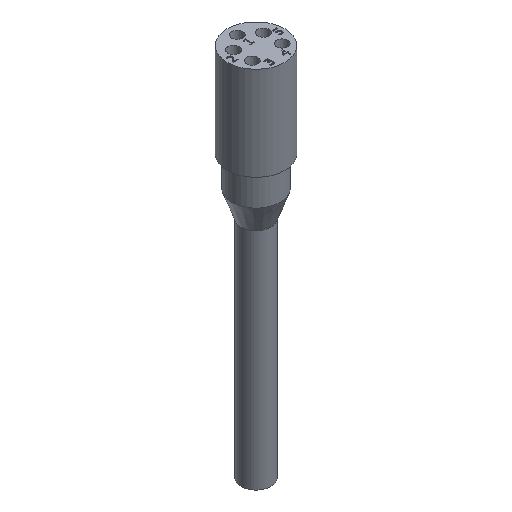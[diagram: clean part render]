
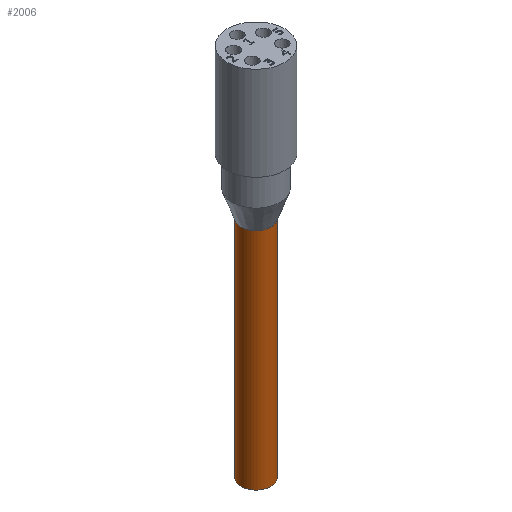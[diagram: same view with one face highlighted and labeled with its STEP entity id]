
A CAD part, isometric view. The second image highlights one B-rep face of the part: STEP entity #2006.
In plain terms, the highlighted cylindrical face has radius 4 mm (diameter 8 mm), a full revolution.
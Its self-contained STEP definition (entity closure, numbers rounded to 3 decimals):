
#18=CYLINDRICAL_SURFACE($,#2088,4.);
#32=CIRCLE($,#2089,4.);
#33=CIRCLE($,#2090,4.);
#273=FACE_OUTER_BOUND($,#423,.T.);
#296=FACE_BOUND($,#424,.T.);
#423=EDGE_LOOP($,(#1822));
#424=EDGE_LOOP($,(#1823));
#982=VERTEX_POINT($,#3727);
#983=VERTEX_POINT($,#3729);
#1265=EDGE_CURVE($,#982,#982,#32,.T.);
#1266=EDGE_CURVE($,#983,#983,#33,.T.);
#1822=ORIENTED_EDGE($,*,*,#1265,.T.);
#1823=ORIENTED_EDGE($,*,*,#1266,.F.);
#2006=ADVANCED_FACE($,(#273,#296),#18,.T.);
#2088=AXIS2_PLACEMENT_3D($,#3726,#2425,#2426);
#2089=AXIS2_PLACEMENT_3D($,#3728,#2427,#2428);
#2090=AXIS2_PLACEMENT_3D($,#3730,#2429,#2430);
#2425=DIRECTION('center_axis',(0.,0.,-1.));
#2426=DIRECTION('ref_axis',(1.,0.,0.));
#2427=DIRECTION('center_axis',(0.,0.,1.));
#2428=DIRECTION('ref_axis',(1.,0.,0.));
#2429=DIRECTION('center_axis',(0.,0.,1.));
#2430=DIRECTION('ref_axis',(1.,0.,0.));
#3726=CARTESIAN_POINT('Origin',(0.,0.,-15.));
#3727=CARTESIAN_POINT('',(-4.,0.,-75.));
#3728=CARTESIAN_POINT('Origin',(0.,0.,-75.));
#3729=CARTESIAN_POINT('',(4.,0.,-15.));
#3730=CARTESIAN_POINT('Origin',(0.,0.,-15.));
